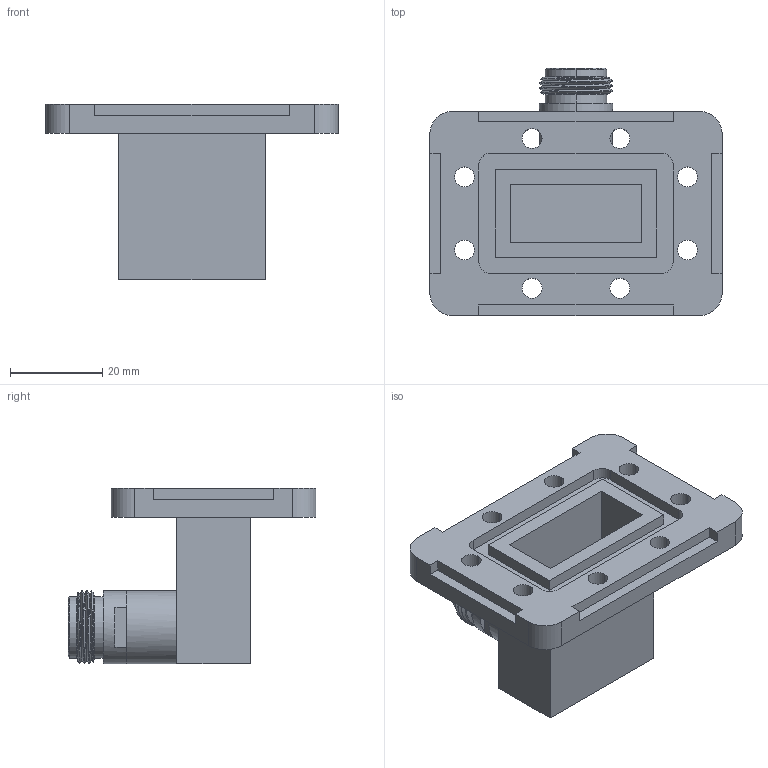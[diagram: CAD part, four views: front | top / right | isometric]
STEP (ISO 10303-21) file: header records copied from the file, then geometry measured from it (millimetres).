
FILE_DESCRIPTION (( 'STEP AP214' ), '1' );
FILE_NAME ('PEWCA1045.step', '2021-05-20T17:07:13', ( '' ), ( '' ), 'SwSTEP 2.0', 'SolidWorks 2020', '' );
FILE_SCHEMA (( 'AUTOMOTIVE_DESIGN' ));
Length unit declared in the file: inch
Products named in the file (3): N FEMALE-SOLID; PEWCA1045
Assembly tree (2 placements, depth 2):
  PEWCA1045
    PEWCA1045
    N FEMALE-SOLID
Bounding box: 63.5 x 53.81 x 38.16 mm (x, y, z)
Volume: 21640.4 mm3; surface area: 16354.7 mm2
Topology: 3 solids, 3 shells, 117 faces, 297 edges, 192 vertices
Faces by surface type: plane 54, cylinder 46, cone 14, bspline 3
Entity records: 4437 total; most frequent: CARTESIAN_POINT 1434, DIRECTION 601, ORIENTED_EDGE 594, EDGE_CURVE 297, AXIS2_PLACEMENT_3D 214, VERTEX_POINT 192, LINE 173, VECTOR 173
